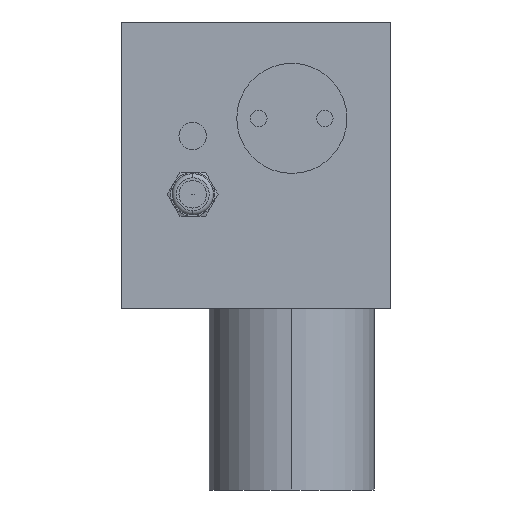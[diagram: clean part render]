
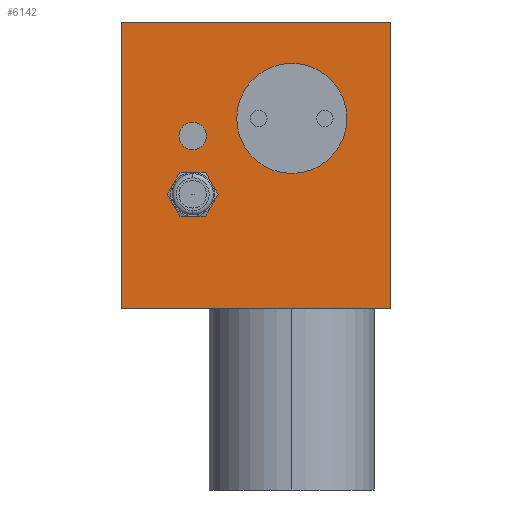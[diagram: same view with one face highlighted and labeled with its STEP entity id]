
A CAD part, left-side view. The second image highlights one B-rep face of the part: STEP entity #6142.
In plain terms, the highlighted planar face has unit normal (-1, 0, 0).
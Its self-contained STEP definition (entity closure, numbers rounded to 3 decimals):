
#21=DIRECTION('',(0.,-1.,0.));
#22=VECTOR('',#21,49.);
#23=CARTESIAN_POINT('',(0.,49.,0.));
#24=LINE('',#23,#22);
#759=DIRECTION('',(0.,0.,1.));
#760=VECTOR('',#759,52.);
#761=CARTESIAN_POINT('',(0.,49.,-52.));
#762=LINE('',#761,#760);
#803=DIRECTION('',(0.,-1.,0.));
#804=VECTOR('',#803,49.);
#805=CARTESIAN_POINT('',(0.,49.,-52.));
#806=LINE('',#805,#804);
#807=DIRECTION('',(0.,0.,1.));
#808=VECTOR('',#807,52.);
#809=CARTESIAN_POINT('',(0.,0.,-52.));
#810=LINE('',#809,#808);
#811=CARTESIAN_POINT('',(0.,18.,-17.5));
#812=DIRECTION('',(1.,0.,0.));
#813=DIRECTION('',(0.,0.,-1.));
#814=AXIS2_PLACEMENT_3D('',#811,#812,#813);
#816=CARTESIAN_POINT('',(0.,18.,-17.5));
#817=DIRECTION('',(1.,0.,0.));
#818=DIRECTION('',(0.,0.,1.));
#819=AXIS2_PLACEMENT_3D('',#816,#817,#818);
#821=CARTESIAN_POINT('',(0.,36.,-20.7));
#822=DIRECTION('',(1.,0.,0.));
#823=DIRECTION('',(0.,0.,-1.));
#824=AXIS2_PLACEMENT_3D('',#821,#822,#823);
#826=CARTESIAN_POINT('',(0.,36.,-20.7));
#827=DIRECTION('',(1.,0.,0.));
#828=DIRECTION('',(0.,0.,1.));
#829=AXIS2_PLACEMENT_3D('',#826,#827,#828);
#831=CARTESIAN_POINT('',(0.,36.,-31.3));
#832=DIRECTION('',(-1.,0.,0.));
#833=DIRECTION('',(0.,-0.866,0.5));
#834=AXIS2_PLACEMENT_3D('',#831,#832,#833);
#836=CARTESIAN_POINT('',(0.,36.,-31.3));
#837=DIRECTION('',(-1.,0.,0.));
#838=DIRECTION('',(0.,0.,1.));
#839=AXIS2_PLACEMENT_3D('',#836,#837,#838);
#841=CARTESIAN_POINT('',(0.,36.,-31.3));
#842=DIRECTION('',(-1.,0.,0.));
#843=DIRECTION('',(0.,0.866,0.5));
#844=AXIS2_PLACEMENT_3D('',#841,#842,#843);
#846=CARTESIAN_POINT('',(0.,36.,-31.3));
#847=DIRECTION('',(-1.,0.,0.));
#848=DIRECTION('',(0.,0.866,-0.5));
#849=AXIS2_PLACEMENT_3D('',#846,#847,#848);
#851=CARTESIAN_POINT('',(0.,36.,-31.3));
#852=DIRECTION('',(-1.,0.,0.));
#853=DIRECTION('',(0.,0.,-1.));
#854=AXIS2_PLACEMENT_3D('',#851,#852,#853);
#856=CARTESIAN_POINT('',(0.,36.,-31.3));
#857=DIRECTION('',(-1.,0.,0.));
#858=DIRECTION('',(0.,-0.866,-0.5));
#859=AXIS2_PLACEMENT_3D('',#856,#857,#858);
#4223=CARTESIAN_POINT('',(0.,0.,-52.));
#4224=VERTEX_POINT('',#4223);
#4225=CARTESIAN_POINT('',(0.,49.,-52.));
#4226=VERTEX_POINT('',#4225);
#4239=CARTESIAN_POINT('',(0.,0.,0.));
#4240=VERTEX_POINT('',#4239);
#4245=CARTESIAN_POINT('',(0.,49.,0.));
#4246=VERTEX_POINT('',#4245);
#4247=CARTESIAN_POINT('',(0.,18.,-27.5));
#4248=CARTESIAN_POINT('',(0.,18.,-7.5));
#4249=VERTEX_POINT('',#4247);
#4250=VERTEX_POINT('',#4248);
#4251=CARTESIAN_POINT('',(0.,36.,-23.2));
#4252=CARTESIAN_POINT('',(0.,36.,-18.2));
#4253=VERTEX_POINT('',#4251);
#4254=VERTEX_POINT('',#4252);
#5409=CARTESIAN_POINT('',(0.,32.536,-29.3));
#5410=CARTESIAN_POINT('',(0.,36.,-27.3));
#5411=VERTEX_POINT('',#5409);
#5412=VERTEX_POINT('',#5410);
#5413=CARTESIAN_POINT('',(0.,39.464,-33.3));
#5414=CARTESIAN_POINT('',(0.,36.,-35.3));
#5415=VERTEX_POINT('',#5413);
#5416=VERTEX_POINT('',#5414);
#5417=CARTESIAN_POINT('',(0.,32.536,-33.3));
#5418=VERTEX_POINT('',#5417);
#5419=CARTESIAN_POINT('',(0.,39.464,-29.3));
#5420=VERTEX_POINT('',#5419);
#6104=CARTESIAN_POINT('',(0.,24.5,-26.));
#6105=DIRECTION('',(1.,0.,0.));
#6106=DIRECTION('',(0.,-1.,0.));
#6107=AXIS2_PLACEMENT_3D('',#6104,#6105,#6106);
#6108=PLANE('',#6107);
#6109=ORIENTED_EDGE('',*,*,#5989,.F.);
#6110=ORIENTED_EDGE('',*,*,#6075,.T.);
#6111=ORIENTED_EDGE('',*,*,#5448,.T.);
#6113=ORIENTED_EDGE('',*,*,#6112,.F.);
#6114=EDGE_LOOP('',(#6109,#6110,#6111,#6113));
#6115=FACE_OUTER_BOUND('',#6114,.F.);
#6117=ORIENTED_EDGE('',*,*,#6116,.F.);
#6119=ORIENTED_EDGE('',*,*,#6118,.F.);
#6120=EDGE_LOOP('',(#6117,#6119));
#6121=FACE_BOUND('',#6120,.F.);
#6123=ORIENTED_EDGE('',*,*,#6122,.F.);
#6125=ORIENTED_EDGE('',*,*,#6124,.F.);
#6126=EDGE_LOOP('',(#6123,#6125));
#6127=FACE_BOUND('',#6126,.F.);
#6129=ORIENTED_EDGE('',*,*,#6128,.T.);
#6131=ORIENTED_EDGE('',*,*,#6130,.T.);
#6133=ORIENTED_EDGE('',*,*,#6132,.T.);
#6135=ORIENTED_EDGE('',*,*,#6134,.T.);
#6137=ORIENTED_EDGE('',*,*,#6136,.T.);
#6139=ORIENTED_EDGE('',*,*,#6138,.T.);
#6140=EDGE_LOOP('',(#6129,#6131,#6133,#6135,#6137,#6139));
#6141=FACE_BOUND('',#6140,.F.);
#6142=ADVANCED_FACE('',(#6115,#6121,#6127,#6141),#6108,.F.);
#815=CIRCLE('',#814,10.);
#820=CIRCLE('',#819,10.);
#825=CIRCLE('',#824,2.5);
#830=CIRCLE('',#829,2.5);
#835=CIRCLE('',#834,4.);
#840=CIRCLE('',#839,4.);
#845=CIRCLE('',#844,4.);
#850=CIRCLE('',#849,4.);
#855=CIRCLE('',#854,4.);
#860=CIRCLE('',#859,4.);
#5448=EDGE_CURVE('',#4246,#4240,#24,.T.);
#5989=EDGE_CURVE('',#4226,#4224,#806,.T.);
#6075=EDGE_CURVE('',#4226,#4246,#762,.T.);
#6112=EDGE_CURVE('',#4224,#4240,#810,.T.);
#6116=EDGE_CURVE('',#4249,#4250,#815,.T.);
#6118=EDGE_CURVE('',#4250,#4249,#820,.T.);
#6122=EDGE_CURVE('',#4253,#4254,#825,.T.);
#6124=EDGE_CURVE('',#4254,#4253,#830,.T.);
#6128=EDGE_CURVE('',#5411,#5412,#835,.T.);
#6130=EDGE_CURVE('',#5412,#5420,#840,.T.);
#6132=EDGE_CURVE('',#5420,#5415,#845,.T.);
#6134=EDGE_CURVE('',#5415,#5416,#850,.T.);
#6136=EDGE_CURVE('',#5416,#5418,#855,.T.);
#6138=EDGE_CURVE('',#5418,#5411,#860,.T.);
